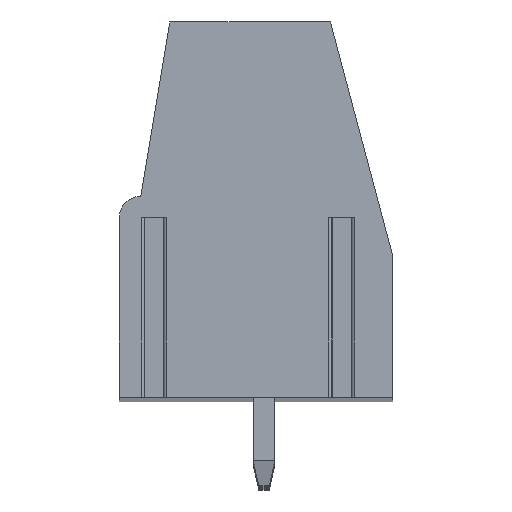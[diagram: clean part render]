
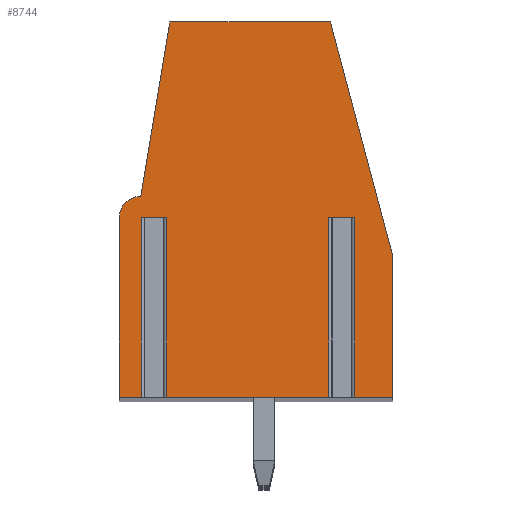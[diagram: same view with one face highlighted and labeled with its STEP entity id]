
A CAD part, top view. The second image highlights one B-rep face of the part: STEP entity #8744.
In plain terms, the highlighted planar face has unit normal (0, 0, 1).
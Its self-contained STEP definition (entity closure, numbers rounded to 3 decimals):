
#35=DIRECTION('',(1.,0.,0.));
#36=VECTOR('',#35,0.958);
#37=CARTESIAN_POINT('',(-3.979,1.095,93.75));
#38=LINE('',#37,#36);
#39=DIRECTION('',(0.,1.,0.));
#40=VECTOR('',#39,6.7);
#41=CARTESIAN_POINT('',(-3.979,-5.605,93.75));
#42=LINE('',#41,#40);
#43=DIRECTION('',(-1.,0.,0.));
#44=VECTOR('',#43,0.821);
#45=CARTESIAN_POINT('',(-3.979,-5.605,93.75));
#46=LINE('',#45,#44);
#47=DIRECTION('',(0.,1.,0.));
#48=VECTOR('',#47,6.7);
#49=CARTESIAN_POINT('',(-4.8,-5.605,93.75));
#50=LINE('',#49,#48);
#51=CARTESIAN_POINT('',(-4.,1.095,93.75));
#52=DIRECTION('',(0.,0.,-1.));
#53=DIRECTION('',(-1.,0.,0.));
#54=AXIS2_PLACEMENT_3D('',#51,#52,#53);
#56=DIRECTION('',(0.164,0.986,0.));
#57=VECTOR('',#56,6.589);
#58=CARTESIAN_POINT('',(-3.999,1.895,93.75));
#59=LINE('',#58,#57);
#60=DIRECTION('',(1.,0.,0.));
#61=VECTOR('',#60,6.);
#62=CARTESIAN_POINT('',(-2.92,8.395,93.75));
#63=LINE('',#62,#61);
#64=DIRECTION('',(0.258,-0.966,0.));
#65=VECTOR('',#64,9.004);
#66=CARTESIAN_POINT('',(3.08,8.395,93.75));
#67=LINE('',#66,#65);
#68=DIRECTION('',(0.,-1.,0.));
#69=VECTOR('',#68,5.3);
#70=CARTESIAN_POINT('',(5.4,-0.305,93.75));
#71=LINE('',#70,#69);
#72=DIRECTION('',(-1.,0.,0.));
#73=VECTOR('',#72,1.421);
#74=CARTESIAN_POINT('',(5.4,-5.605,93.75));
#75=LINE('',#74,#73);
#76=DIRECTION('',(0.,1.,0.));
#77=VECTOR('',#76,6.7);
#78=CARTESIAN_POINT('',(3.979,-5.605,93.75));
#79=LINE('',#78,#77);
#80=DIRECTION('',(1.,0.,0.));
#81=VECTOR('',#80,0.958);
#82=CARTESIAN_POINT('',(3.021,1.095,93.75));
#83=LINE('',#82,#81);
#84=DIRECTION('',(0.,1.,0.));
#85=VECTOR('',#84,6.7);
#86=CARTESIAN_POINT('',(3.021,-5.605,93.75));
#87=LINE('',#86,#85);
#88=DIRECTION('',(-1.,0.,0.));
#89=VECTOR('',#88,6.042);
#90=CARTESIAN_POINT('',(3.021,-5.605,93.75));
#91=LINE('',#90,#89);
#92=DIRECTION('',(0.,1.,0.));
#93=VECTOR('',#92,6.7);
#94=CARTESIAN_POINT('',(-3.021,-5.605,93.75));
#95=LINE('',#94,#93);
#6799=CARTESIAN_POINT('',(-3.999,1.895,93.75));
#6800=CARTESIAN_POINT('',(-2.92,8.395,93.75));
#6801=VERTEX_POINT('',#6799);
#6802=VERTEX_POINT('',#6800);
#6803=CARTESIAN_POINT('',(-4.8,1.095,93.75));
#6804=VERTEX_POINT('',#6803);
#6805=CARTESIAN_POINT('',(-4.8,-5.605,93.75));
#6806=VERTEX_POINT('',#6805);
#6807=CARTESIAN_POINT('',(5.4,-0.305,93.75));
#6808=CARTESIAN_POINT('',(5.4,-5.605,93.75));
#6809=VERTEX_POINT('',#6807);
#6810=VERTEX_POINT('',#6808);
#6811=CARTESIAN_POINT('',(3.08,8.395,93.75));
#6812=VERTEX_POINT('',#6811);
#6899=CARTESIAN_POINT('',(-3.979,1.095,93.75));
#6900=CARTESIAN_POINT('',(-3.021,1.095,93.75));
#6901=VERTEX_POINT('',#6899);
#6902=VERTEX_POINT('',#6900);
#6903=CARTESIAN_POINT('',(3.021,1.095,93.75));
#6904=CARTESIAN_POINT('',(3.979,1.095,93.75));
#6905=VERTEX_POINT('',#6903);
#6906=VERTEX_POINT('',#6904);
#6907=CARTESIAN_POINT('',(3.021,-5.605,93.75));
#6908=VERTEX_POINT('',#6907);
#6909=CARTESIAN_POINT('',(3.979,-5.605,93.75));
#6910=VERTEX_POINT('',#6909);
#6911=CARTESIAN_POINT('',(-3.979,-5.605,93.75));
#6912=VERTEX_POINT('',#6911);
#6913=CARTESIAN_POINT('',(-3.021,-5.605,93.75));
#6914=VERTEX_POINT('',#6913);
#8707=CARTESIAN_POINT('',(0.,0.,93.75));
#8708=DIRECTION('',(0.,0.,1.));
#8709=DIRECTION('',(1.,0.,0.));
#8710=AXIS2_PLACEMENT_3D('',#8707,#8708,#8709);
#8711=PLANE('',#8710);
#8713=ORIENTED_EDGE('',*,*,#8712,.F.);
#8715=ORIENTED_EDGE('',*,*,#8714,.F.);
#8717=ORIENTED_EDGE('',*,*,#8716,.T.);
#8719=ORIENTED_EDGE('',*,*,#8718,.T.);
#8721=ORIENTED_EDGE('',*,*,#8720,.T.);
#8723=ORIENTED_EDGE('',*,*,#8722,.T.);
#8725=ORIENTED_EDGE('',*,*,#8724,.T.);
#8727=ORIENTED_EDGE('',*,*,#8726,.T.);
#8729=ORIENTED_EDGE('',*,*,#8728,.T.);
#8731=ORIENTED_EDGE('',*,*,#8730,.T.);
#8733=ORIENTED_EDGE('',*,*,#8732,.T.);
#8735=ORIENTED_EDGE('',*,*,#8734,.F.);
#8737=ORIENTED_EDGE('',*,*,#8736,.F.);
#8739=ORIENTED_EDGE('',*,*,#8738,.T.);
#8741=ORIENTED_EDGE('',*,*,#8740,.T.);
#8742=EDGE_LOOP('',(#8713,#8715,#8717,#8719,#8721,#8723,#8725,#8727,#8729,#8731,
#8733,#8735,#8737,#8739,#8741));
#8743=FACE_OUTER_BOUND('',#8742,.F.);
#55=CIRCLE('',#54,0.8);
#8712=EDGE_CURVE('',#6901,#6902,#38,.T.);
#8714=EDGE_CURVE('',#6912,#6901,#42,.T.);
#8716=EDGE_CURVE('',#6912,#6806,#46,.T.);
#8718=EDGE_CURVE('',#6806,#6804,#50,.T.);
#8720=EDGE_CURVE('',#6804,#6801,#55,.T.);
#8722=EDGE_CURVE('',#6801,#6802,#59,.T.);
#8724=EDGE_CURVE('',#6802,#6812,#63,.T.);
#8726=EDGE_CURVE('',#6812,#6809,#67,.T.);
#8728=EDGE_CURVE('',#6809,#6810,#71,.T.);
#8730=EDGE_CURVE('',#6810,#6910,#75,.T.);
#8732=EDGE_CURVE('',#6910,#6906,#79,.T.);
#8734=EDGE_CURVE('',#6905,#6906,#83,.T.);
#8736=EDGE_CURVE('',#6908,#6905,#87,.T.);
#8738=EDGE_CURVE('',#6908,#6914,#91,.T.);
#8740=EDGE_CURVE('',#6914,#6902,#95,.T.);
#8744=ADVANCED_FACE('',(#8743),#8711,.T.);
